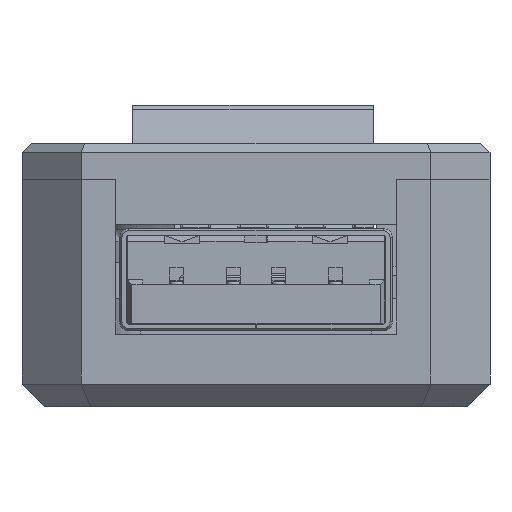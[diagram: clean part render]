
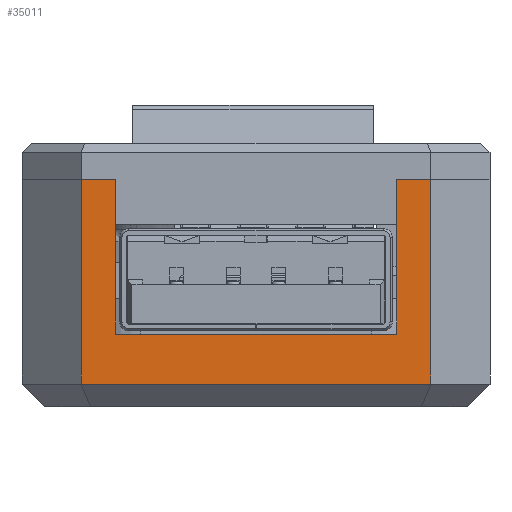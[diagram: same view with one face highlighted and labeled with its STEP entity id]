
A CAD part, left-side view. The second image highlights one B-rep face of the part: STEP entity #35011.
In plain terms, the highlighted planar face has unit normal (-1, 0, 0).
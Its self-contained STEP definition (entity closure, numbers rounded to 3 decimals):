
#2311=PLANE('',#37084);
#3878=FACE_OUTER_BOUND('',#5848,.T.);
#5848=EDGE_LOOP('',(#25667,#25668,#25669,#25670,#25671,#25672,#25673,#25674));
#8025=LINE('',#51661,#12109);
#8035=LINE('',#51681,#12119);
#8036=LINE('',#51684,#12120);
#8039=LINE('',#51689,#12123);
#8043=LINE('',#51697,#12127);
#8070=LINE('',#51761,#12154);
#8076=LINE('',#51774,#12160);
#8077=LINE('',#51776,#12161);
#12109=VECTOR('',#40056,10.);
#12119=VECTOR('',#40070,10.);
#12120=VECTOR('',#40073,10.);
#12123=VECTOR('',#40078,10.);
#12127=VECTOR('',#40086,10.);
#12154=VECTOR('',#40165,10.);
#12160=VECTOR('',#40185,10.);
#12161=VECTOR('',#40188,10.);
#16440=VERTEX_POINT('',#51658);
#16441=VERTEX_POINT('',#51660);
#16447=VERTEX_POINT('',#51675);
#16449=VERTEX_POINT('',#51679);
#16450=VERTEX_POINT('',#51683);
#16453=VERTEX_POINT('',#51696);
#16461=VERTEX_POINT('',#51743);
#16464=VERTEX_POINT('',#51760);
#19913=EDGE_CURVE('',#16440,#16441,#8025,.T.);
#19924=EDGE_CURVE('',#16447,#16449,#8035,.T.);
#19925=EDGE_CURVE('',#16450,#16441,#8036,.T.);
#19928=EDGE_CURVE('',#16449,#16450,#8039,.T.);
#19933=EDGE_CURVE('',#16447,#16453,#8043,.T.);
#19965=EDGE_CURVE('',#16464,#16461,#8070,.T.);
#19971=EDGE_CURVE('',#16461,#16440,#8076,.T.);
#19972=EDGE_CURVE('',#16453,#16464,#8077,.T.);
#25667=ORIENTED_EDGE('',*,*,#19925,.T.);
#25668=ORIENTED_EDGE('',*,*,#19913,.F.);
#25669=ORIENTED_EDGE('',*,*,#19971,.F.);
#25670=ORIENTED_EDGE('',*,*,#19965,.F.);
#25671=ORIENTED_EDGE('',*,*,#19972,.F.);
#25672=ORIENTED_EDGE('',*,*,#19933,.F.);
#25673=ORIENTED_EDGE('',*,*,#19924,.T.);
#25674=ORIENTED_EDGE('',*,*,#19928,.T.);
#35011=ADVANCED_FACE('',(#3878),#2311,.T.);
#37084=AXIS2_PLACEMENT_3D('',#51775,#40186,#40187);
#40056=DIRECTION('',(0.,-1.,0.));
#40070=DIRECTION('',(0.,0.,-1.));
#40073=DIRECTION('',(0.,0.,1.));
#40078=DIRECTION('',(0.,1.,0.));
#40086=DIRECTION('',(0.,-1.,0.));
#40165=DIRECTION('',(0.,1.,0.));
#40185=DIRECTION('',(0.,0.,1.));
#40186=DIRECTION('center_axis',(-1.,0.,0.));
#40187=DIRECTION('ref_axis',(0.,-1.,0.));
#40188=DIRECTION('',(0.,0.,-1.));
#51658=CARTESIAN_POINT('',(-14.5,7.7,10.));
#51660=CARTESIAN_POINT('',(-14.5,6.2,10.));
#51661=CARTESIAN_POINT('',(-14.5,-10.3,10.));
#51675=CARTESIAN_POINT('',(-14.5,-6.2,10.));
#51679=CARTESIAN_POINT('',(-14.5,-6.2,3.2));
#51681=CARTESIAN_POINT('',(-14.5,-6.2,5.));
#51683=CARTESIAN_POINT('',(-14.5,6.2,3.2));
#51684=CARTESIAN_POINT('',(-14.5,6.2,5.));
#51689=CARTESIAN_POINT('',(-14.5,5.15,3.2));
#51696=CARTESIAN_POINT('',(-14.5,-7.7,10.));
#51697=CARTESIAN_POINT('',(-14.5,-10.3,10.));
#51743=CARTESIAN_POINT('',(-14.5,7.7,1.));
#51760=CARTESIAN_POINT('',(-14.5,-7.7,1.));
#51761=CARTESIAN_POINT('',(-14.5,5.15,1.));
#51774=CARTESIAN_POINT('',(-14.5,7.7,0.));
#51775=CARTESIAN_POINT('Origin',(-14.5,10.3,0.));
#51776=CARTESIAN_POINT('',(-14.5,-7.7,0.));
